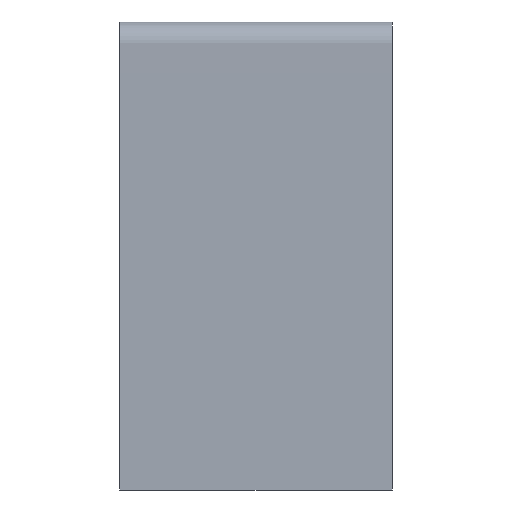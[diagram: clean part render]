
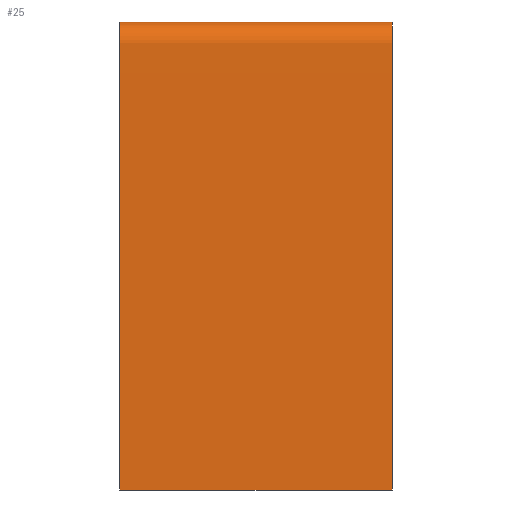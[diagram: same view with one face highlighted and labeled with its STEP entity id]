
A CAD part, left-side view. The second image highlights one B-rep face of the part: STEP entity #25.
In plain terms, the highlighted free-form (B-spline) face has degree [1, 2] with [2, 11] control points.
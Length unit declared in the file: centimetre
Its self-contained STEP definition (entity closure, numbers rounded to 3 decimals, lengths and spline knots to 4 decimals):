
#25=ADVANCED_FACE($,(#65),#452,.T.);
#65=FACE_OUTER_BOUND($,#105,.T.);
#105=EDGE_LOOP($,(#148,#149,#150,#151));
#148=ORIENTED_EDGE($,*,*,#315,.T.);
#149=ORIENTED_EDGE($,*,*,#313,.T.);
#150=ORIENTED_EDGE($,*,*,#318,.F.);
#151=ORIENTED_EDGE($,*,*,#321,.F.);
#313=EDGE_CURVE($,#396,#397,#497,.T.);
#315=EDGE_CURVE($,#398,#396,#492,.T.);
#318=EDGE_CURVE($,#401,#397,#494,.T.);
#321=EDGE_CURVE($,#398,#401,#501,.T.);
#396=VERTEX_POINT($,#854);
#397=VERTEX_POINT($,#855);
#398=VERTEX_POINT($,#856);
#401=VERTEX_POINT($,#859);
#452=(
BOUNDED_SURFACE()
B_SPLINE_SURFACE(1,2,((#807,#808,#809,#810,#811,#812,#813,#814,#815,#816,
#817),(#818,#819,#820,#821,#822,#823,#824,#825,#826,#827,#828)),.UNSPECIFIED.,
.F.,.F.,.F.)
B_SPLINE_SURFACE_WITH_KNOTS((2,2),(3,2,2,2,2,3),(0.,32.),(-380.2248,
-327.9248,-325.5686,-245.9686,-243.6124,
-191.3124),.UNSPECIFIED.)
GEOMETRIC_REPRESENTATION_ITEM()
RATIONAL_B_SPLINE_SURFACE(((1.,1.,1.,0.707,1.,1.,1.,0.707,
1.,1.,1.),(1.,1.,1.,0.707,1.,1.,1.,0.707,1.,1.,1.)))
REPRESENTATION_ITEM($)
SURFACE()
);
#492=(
BOUNDED_CURVE()
B_SPLINE_CURVE(2,(#752,#753,#754,#755,#756,#757,#758,#759,#760,#761,#762),
.UNSPECIFIED.,.F.,.F.)
B_SPLINE_CURVE_WITH_KNOTS((3,2,2,2,2,3),(191.3124,243.6124,
245.9686,325.5686,327.9248,380.2248),.UNSPECIFIED.)
CURVE()
GEOMETRIC_REPRESENTATION_ITEM()
RATIONAL_B_SPLINE_CURVE((1.,1.,1.,0.707,1.,1.,1.,0.707,
1.,1.,1.))
REPRESENTATION_ITEM($)
);
#494=(
BOUNDED_CURVE()
B_SPLINE_CURVE(2,(#776,#777,#778,#779,#780,#781,#782,#783,#784,#785,#786),
.UNSPECIFIED.,.F.,.F.)
B_SPLINE_CURVE_WITH_KNOTS((3,2,2,2,2,3),(191.3124,243.6124,
245.9686,325.5686,327.9248,380.2248),.UNSPECIFIED.)
CURVE()
GEOMETRIC_REPRESENTATION_ITEM()
RATIONAL_B_SPLINE_CURVE((1.,1.,1.,0.707,1.,1.,1.,0.707,
1.,1.,1.))
REPRESENTATION_ITEM($)
);
#497=B_SPLINE_CURVE_WITH_KNOTS($,1,(#748,#749),.UNSPECIFIED.,.F.,.F.,(2,
2),(0.,32.),.UNSPECIFIED.);
#501=B_SPLINE_CURVE_WITH_KNOTS($,1,(#800,#801),.UNSPECIFIED.,.F.,.F.,(2,
2),(0.,32.),.UNSPECIFIED.);
#748=CARTESIAN_POINT($,(85.,0.,0.));
#749=CARTESIAN_POINT($,(85.,32.,0.));
#752=CARTESIAN_POINT($,(0.,0.,0.));
#753=CARTESIAN_POINT($,(0.,0.,26.15));
#754=CARTESIAN_POINT($,(0.,0.,52.3));
#755=CARTESIAN_POINT($,(0.,0.,55.));
#756=CARTESIAN_POINT($,(2.7,0.,55.));
#757=CARTESIAN_POINT($,(42.5,0.,55.));
#758=CARTESIAN_POINT($,(82.3,0.,55.));
#759=CARTESIAN_POINT($,(85.,0.,55.));
#760=CARTESIAN_POINT($,(85.,0.,52.3));
#761=CARTESIAN_POINT($,(85.,0.,26.15));
#762=CARTESIAN_POINT($,(85.,0.,0.));
#776=CARTESIAN_POINT($,(0.,32.,0.));
#777=CARTESIAN_POINT($,(0.,32.,26.15));
#778=CARTESIAN_POINT($,(0.,32.,52.3));
#779=CARTESIAN_POINT($,(0.,32.,55.));
#780=CARTESIAN_POINT($,(2.7,32.,55.));
#781=CARTESIAN_POINT($,(42.5,32.,55.));
#782=CARTESIAN_POINT($,(82.3,32.,55.));
#783=CARTESIAN_POINT($,(85.,32.,55.));
#784=CARTESIAN_POINT($,(85.,32.,52.3));
#785=CARTESIAN_POINT($,(85.,32.,26.15));
#786=CARTESIAN_POINT($,(85.,32.,0.));
#800=CARTESIAN_POINT($,(0.,0.,0.));
#801=CARTESIAN_POINT($,(0.,32.,0.));
#807=CARTESIAN_POINT($,(85.,0.,0.));
#808=CARTESIAN_POINT($,(85.,0.,26.15));
#809=CARTESIAN_POINT($,(85.,0.,52.3));
#810=CARTESIAN_POINT($,(85.,0.,55.));
#811=CARTESIAN_POINT($,(82.3,0.,55.));
#812=CARTESIAN_POINT($,(42.5,0.,55.));
#813=CARTESIAN_POINT($,(2.7,0.,55.));
#814=CARTESIAN_POINT($,(0.,0.,55.));
#815=CARTESIAN_POINT($,(0.,0.,52.3));
#816=CARTESIAN_POINT($,(0.,0.,26.15));
#817=CARTESIAN_POINT($,(0.,0.,0.));
#818=CARTESIAN_POINT($,(85.,32.,0.));
#819=CARTESIAN_POINT($,(85.,32.,26.15));
#820=CARTESIAN_POINT($,(85.,32.,52.3));
#821=CARTESIAN_POINT($,(85.,32.,55.));
#822=CARTESIAN_POINT($,(82.3,32.,55.));
#823=CARTESIAN_POINT($,(42.5,32.,55.));
#824=CARTESIAN_POINT($,(2.7,32.,55.));
#825=CARTESIAN_POINT($,(0.,32.,55.));
#826=CARTESIAN_POINT($,(0.,32.,52.3));
#827=CARTESIAN_POINT($,(0.,32.,26.15));
#828=CARTESIAN_POINT($,(0.,32.,0.));
#854=CARTESIAN_POINT($,(85.,0.,0.));
#855=CARTESIAN_POINT($,(85.,32.,0.));
#856=CARTESIAN_POINT($,(0.,0.,0.));
#859=CARTESIAN_POINT($,(0.,32.,0.));
